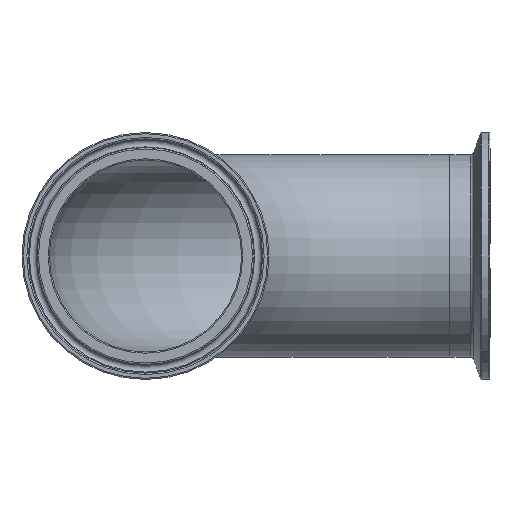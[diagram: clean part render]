
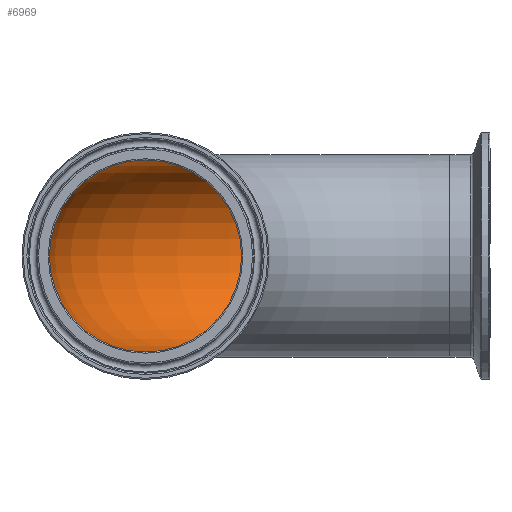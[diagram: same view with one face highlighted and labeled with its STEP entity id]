
A CAD part, front view. The second image highlights one B-rep face of the part: STEP entity #6969.
In plain terms, the highlighted toroidal (fillet/blend) face has major radius 95.25 mm and minor radius 30.099 mm.
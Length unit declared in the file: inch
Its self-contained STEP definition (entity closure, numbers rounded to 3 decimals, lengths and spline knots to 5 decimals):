
#63=CIRCLE('',#7219,1.185);
#64=CIRCLE('',#7220,1.185);
#140=FACE_BOUND('',#2005,.T.);
#1533=FACE_OUTER_BOUND('',#2004,.T.);
#2004=EDGE_LOOP('',(#6450));
#2005=EDGE_LOOP('',(#6451));
#3369=VERTEX_POINT('',#15930);
#3370=VERTEX_POINT('',#15932);
#4399=EDGE_CURVE('',#3369,#3369,#63,.T.);
#4400=EDGE_CURVE('',#3370,#3370,#64,.T.);
#6450=ORIENTED_EDGE('',*,*,#4399,.F.);
#6451=ORIENTED_EDGE('',*,*,#4400,.F.);
#6511=TOROIDAL_SURFACE('',#7218,3.75,1.185);
#6969=ADVANCED_FACE('',(#1533,#140),#6511,.F.);
#7218=AXIS2_PLACEMENT_3D('',#15929,#8040,#8041);
#7219=AXIS2_PLACEMENT_3D('',#15931,#8042,#8043);
#7220=AXIS2_PLACEMENT_3D('',#15933,#8044,#8045);
#8040=DIRECTION('center_axis',(0.,0.,-1.));
#8041=DIRECTION('ref_axis',(-1.,0.,0.));
#8042=DIRECTION('center_axis',(-1.,0.,0.));
#8043=DIRECTION('ref_axis',(0.,1.,0.));
#8044=DIRECTION('center_axis',(0.,1.,0.));
#8045=DIRECTION('ref_axis',(-1.,0.,0.));
#15929=CARTESIAN_POINT('Origin',(3.75,0.,0.));
#15930=CARTESIAN_POINT('',(3.75,4.935,0.));
#15931=CARTESIAN_POINT('Origin',(3.75,3.75,0.));
#15932=CARTESIAN_POINT('',(-1.185,0.,0.));
#15933=CARTESIAN_POINT('Origin',(0.,0.,0.));
